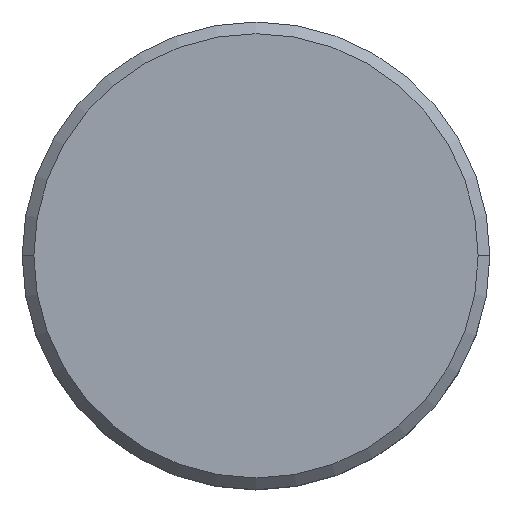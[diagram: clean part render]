
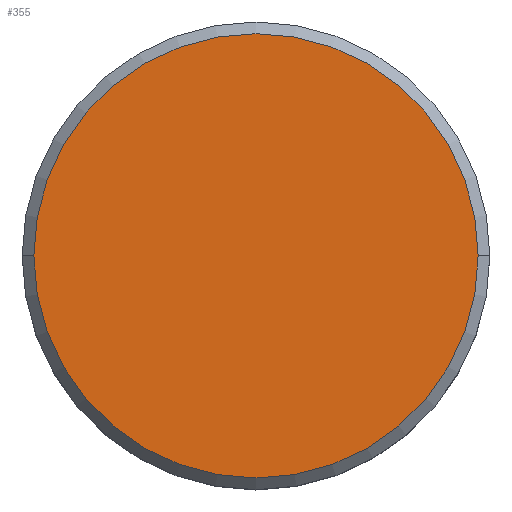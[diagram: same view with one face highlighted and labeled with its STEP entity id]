
A CAD part, top view. The second image highlights one B-rep face of the part: STEP entity #355.
In plain terms, the highlighted planar face has unit normal (0, 0, 1).
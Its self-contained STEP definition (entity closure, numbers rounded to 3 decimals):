
#15 = CIRCLE ( 'NONE', #69, 9.5 ) ;
#25 = CARTESIAN_POINT ( 'NONE',  ( 0., 0., 0. ) ) ;
#62 = CARTESIAN_POINT ( 'NONE',  ( 0., 0., 0. ) ) ;
#69 = AXIS2_PLACEMENT_3D ( 'NONE', #104, #348, #278 ) ;
#104 = CARTESIAN_POINT ( 'NONE',  ( 0., 0., 0. ) ) ;
#105 = EDGE_LOOP ( 'NONE', ( #180, #216 ) ) ;
#134 = DIRECTION ( 'NONE',  ( 1., 0., 0. ) ) ;
#180 = ORIENTED_EDGE ( 'NONE', *, *, #270, .T. ) ;
#204 = DIRECTION ( 'NONE',  ( 0., 0., 1. ) ) ;
#216 = ORIENTED_EDGE ( 'NONE', *, *, #390, .T. ) ;
#242 = DIRECTION ( 'NONE',  ( 0., 0., 1. ) ) ;
#270 = EDGE_CURVE ( 'NONE', #426, #295, #15, .T. ) ;
#275 = AXIS2_PLACEMENT_3D ( 'NONE', #25, #242, #134 ) ;
#278 = DIRECTION ( 'NONE',  ( 1., 0., 0. ) ) ;
#280 = CARTESIAN_POINT ( 'NONE',  ( 9.5, 0., 0. ) ) ;
#295 = VERTEX_POINT ( 'NONE', #280 ) ;
#328 = CARTESIAN_POINT ( 'NONE',  ( -9.5, 0., 0. ) ) ;
#330 = CIRCLE ( 'NONE', #375, 9.5 ) ;
#348 = DIRECTION ( 'NONE',  ( 0., 0., 1. ) ) ;
#355 = ADVANCED_FACE ( 'NONE', ( #457 ), #360, .T. ) ;
#360 = PLANE ( 'NONE',  #275 ) ;
#375 = AXIS2_PLACEMENT_3D ( 'NONE', #62, #204, #402 ) ;
#390 = EDGE_CURVE ( 'NONE', #295, #426, #330, .T. ) ;
#402 = DIRECTION ( 'NONE',  ( 1., 0., 0. ) ) ;
#426 = VERTEX_POINT ( 'NONE', #328 ) ;
#457 = FACE_OUTER_BOUND ( 'NONE', #105, .T. ) ;
